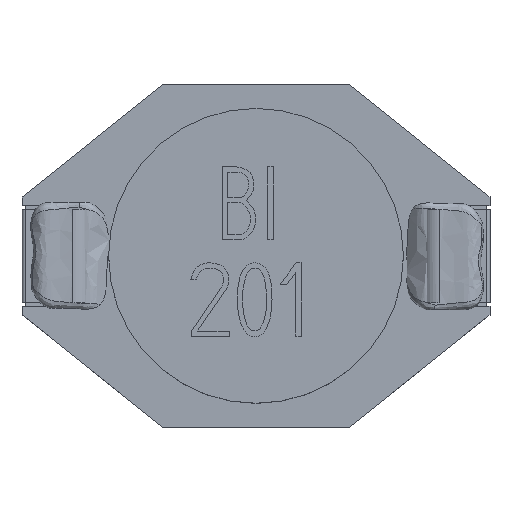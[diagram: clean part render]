
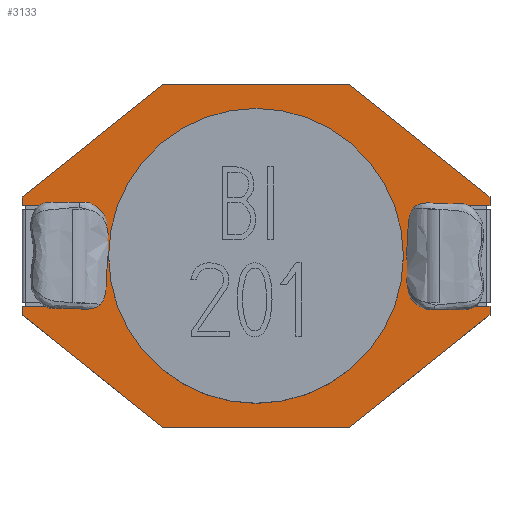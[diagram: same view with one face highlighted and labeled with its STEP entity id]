
A CAD part, top view. The second image highlights one B-rep face of the part: STEP entity #3133.
In plain terms, the highlighted planar face has unit normal (0, 0, 1).
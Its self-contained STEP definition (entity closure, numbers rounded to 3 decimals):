
#76=CIRCLE('',#3255,4.);
#193=LINE('',#5811,#405);
#197=LINE('',#5820,#409);
#201=LINE('',#5828,#413);
#203=LINE('',#5832,#415);
#207=LINE('',#5839,#419);
#209=LINE('',#5843,#421);
#210=LINE('',#5845,#422);
#211=LINE('',#5847,#423);
#213=LINE('',#5851,#425);
#217=LINE('',#5859,#429);
#219=LINE('',#5863,#431);
#222=LINE('',#5869,#434);
#226=LINE('',#5877,#438);
#228=LINE('',#5881,#440);
#245=LINE('',#5920,#457);
#246=LINE('',#5922,#458);
#247=LINE('',#5924,#459);
#248=LINE('',#5926,#460);
#249=LINE('',#5928,#461);
#250=LINE('',#5930,#462);
#405=VECTOR('',#3566,1000.);
#409=VECTOR('',#3572,1000.);
#413=VECTOR('',#3578,1000.);
#415=VECTOR('',#3582,1000.);
#419=VECTOR('',#3588,1000.);
#421=VECTOR('',#3592,1000.);
#422=VECTOR('',#3595,1000.);
#423=VECTOR('',#3598,1000.);
#425=VECTOR('',#3602,1000.);
#429=VECTOR('',#3608,1000.);
#431=VECTOR('',#3612,1000.);
#434=VECTOR('',#3617,1000.);
#438=VECTOR('',#3623,1000.);
#440=VECTOR('',#3627,1000.);
#457=VECTOR('',#3652,1000.);
#458=VECTOR('',#3655,1000.);
#459=VECTOR('',#3656,1000.);
#460=VECTOR('',#3657,1000.);
#461=VECTOR('',#3658,1000.);
#462=VECTOR('',#3659,1000.);
#950=ORIENTED_EDGE('',*,*,#1399,.F.);
#951=ORIENTED_EDGE('',*,*,#1395,.F.);
#952=ORIENTED_EDGE('',*,*,#1392,.F.);
#953=ORIENTED_EDGE('',*,*,#1390,.F.);
#954=ORIENTED_EDGE('',*,*,#1386,.T.);
#955=ORIENTED_EDGE('',*,*,#1384,.F.);
#956=ORIENTED_EDGE('',*,*,#1383,.F.);
#957=ORIENTED_EDGE('',*,*,#1382,.F.);
#958=ORIENTED_EDGE('',*,*,#1380,.T.);
#959=ORIENTED_EDGE('',*,*,#1376,.F.);
#960=ORIENTED_EDGE('',*,*,#1374,.F.);
#961=ORIENTED_EDGE('',*,*,#1370,.F.);
#962=ORIENTED_EDGE('',*,*,#1366,.F.);
#963=ORIENTED_EDGE('',*,*,#1419,.F.);
#964=ORIENTED_EDGE('',*,*,#1420,.T.);
#965=ORIENTED_EDGE('',*,*,#1421,.F.);
#966=ORIENTED_EDGE('',*,*,#1422,.F.);
#967=ORIENTED_EDGE('',*,*,#1423,.F.);
#968=ORIENTED_EDGE('',*,*,#1424,.T.);
#969=ORIENTED_EDGE('',*,*,#1401,.F.);
#970=ORIENTED_EDGE('',*,*,#1365,.T.);
#1365=EDGE_CURVE('',#1642,#1642,#76,.T.);
#1366=EDGE_CURVE('',#1643,#1644,#193,.T.);
#1370=EDGE_CURVE('',#1644,#1647,#197,.T.);
#1374=EDGE_CURVE('',#1647,#1650,#201,.T.);
#1376=EDGE_CURVE('',#1650,#1651,#203,.T.);
#1380=EDGE_CURVE('',#1653,#1651,#207,.T.);
#1382=EDGE_CURVE('',#1653,#1626,#209,.T.);
#1383=EDGE_CURVE('',#1626,#1629,#210,.T.);
#1384=EDGE_CURVE('',#1629,#1654,#211,.T.);
#1386=EDGE_CURVE('',#1655,#1654,#213,.T.);
#1390=EDGE_CURVE('',#1655,#1658,#217,.T.);
#1392=EDGE_CURVE('',#1658,#1659,#219,.T.);
#1395=EDGE_CURVE('',#1659,#1661,#222,.T.);
#1399=EDGE_CURVE('',#1661,#1664,#226,.T.);
#1401=EDGE_CURVE('',#1664,#1665,#228,.T.);
#1419=EDGE_CURVE('',#1678,#1643,#245,.T.);
#1420=EDGE_CURVE('',#1678,#1679,#246,.T.);
#1421=EDGE_CURVE('',#1680,#1679,#247,.T.);
#1422=EDGE_CURVE('',#1681,#1680,#248,.T.);
#1423=EDGE_CURVE('',#1682,#1681,#249,.T.);
#1424=EDGE_CURVE('',#1682,#1665,#250,.T.);
#1626=VERTEX_POINT('',#5753);
#1629=VERTEX_POINT('',#5766);
#1642=VERTEX_POINT('',#5809);
#1643=VERTEX_POINT('',#5812);
#1644=VERTEX_POINT('',#5813);
#1647=VERTEX_POINT('',#5821);
#1650=VERTEX_POINT('',#5829);
#1651=VERTEX_POINT('',#5833);
#1653=VERTEX_POINT('',#5840);
#1654=VERTEX_POINT('',#5848);
#1655=VERTEX_POINT('',#5852);
#1658=VERTEX_POINT('',#5860);
#1659=VERTEX_POINT('',#5864);
#1661=VERTEX_POINT('',#5870);
#1664=VERTEX_POINT('',#5878);
#1665=VERTEX_POINT('',#5882);
#1678=VERTEX_POINT('',#5919);
#1679=VERTEX_POINT('',#5923);
#1680=VERTEX_POINT('',#5925);
#1681=VERTEX_POINT('',#5927);
#1682=VERTEX_POINT('',#5929);
#1932=EDGE_LOOP('',(#950,#951,#952,#953,#954,#955,#956,#957,#958,#959,#960,
#961,#962,#963,#964,#965,#966,#967,#968,#969));
#1933=EDGE_LOOP('',(#970));
#2080=FACE_BOUND('',#1932,.T.);
#2081=FACE_BOUND('',#1933,.T.);
#2195=PLANE('',#3274);
#3133=ADVANCED_FACE('',(#2080,#2081),#2195,.F.);
#3255=AXIS2_PLACEMENT_3D('',#5808,#3562,#3563);
#3274=AXIS2_PLACEMENT_3D('',#5921,#3653,#3654);
#3562=DIRECTION('',(0.,0.,-1.));
#3563=DIRECTION('',(1.,0.,0.));
#3566=DIRECTION('',(-0.781,-0.625,0.));
#3572=DIRECTION('',(-1.,0.,0.));
#3578=DIRECTION('',(-0.781,0.625,0.));
#3582=DIRECTION('',(0.,1.,0.));
#3588=DIRECTION('',(-1.,0.,0.));
#3592=DIRECTION('',(0.,1.,0.));
#3595=DIRECTION('',(0.,1.,0.));
#3598=DIRECTION('',(0.,1.,0.));
#3602=DIRECTION('',(1.,0.,0.));
#3608=DIRECTION('',(0.,1.,0.));
#3612=DIRECTION('',(0.781,0.625,0.));
#3617=DIRECTION('',(1.,0.,0.));
#3623=DIRECTION('',(0.781,-0.625,0.));
#3627=DIRECTION('',(0.,-1.,0.));
#3652=DIRECTION('',(0.,-1.,0.));
#3653=DIRECTION('',(0.,0.,-1.));
#3654=DIRECTION('',(-1.,0.,0.));
#3655=DIRECTION('',(-1.,0.,0.));
#3656=DIRECTION('',(0.,-1.,0.));
#3657=DIRECTION('',(0.,-1.,0.));
#3658=DIRECTION('',(0.,-1.,0.));
#3659=DIRECTION('',(1.,0.,0.));
#5753=CARTESIAN_POINT('',(-4.475,-1.27,1.));
#5766=CARTESIAN_POINT('',(-4.475,1.284,1.));
#5808=CARTESIAN_POINT('',(0.,0.,1.));
#5809=CARTESIAN_POINT('',(4.,0.,1.));
#5811=CARTESIAN_POINT('',(6.475,-1.5,1.));
#5812=CARTESIAN_POINT('',(6.35,-1.6,1.));
#5813=CARTESIAN_POINT('',(2.538,-4.65,1.));
#5820=CARTESIAN_POINT('',(2.475,-4.65,1.));
#5821=CARTESIAN_POINT('',(-2.538,-4.65,1.));
#5828=CARTESIAN_POINT('',(-6.475,-1.5,1.));
#5829=CARTESIAN_POINT('',(-6.35,-1.6,1.));
#5832=CARTESIAN_POINT('',(-6.35,1.5,1.));
#5833=CARTESIAN_POINT('',(-6.35,-1.37,1.));
#5839=CARTESIAN_POINT('',(-3.935,-1.37,1.));
#5840=CARTESIAN_POINT('',(-4.475,-1.37,1.));
#5843=CARTESIAN_POINT('',(-4.475,0.,1.));
#5845=CARTESIAN_POINT('',(-4.475,1.27,1.));
#5847=CARTESIAN_POINT('',(-4.475,0.,1.));
#5848=CARTESIAN_POINT('',(-4.475,1.37,1.));
#5851=CARTESIAN_POINT('',(0.,1.37,1.));
#5852=CARTESIAN_POINT('',(-6.35,1.37,1.));
#5859=CARTESIAN_POINT('',(-6.35,1.5,1.));
#5860=CARTESIAN_POINT('',(-6.35,1.6,1.));
#5863=CARTESIAN_POINT('',(-6.475,1.5,1.));
#5864=CARTESIAN_POINT('',(-2.538,4.65,1.));
#5869=CARTESIAN_POINT('',(-2.475,4.65,1.));
#5870=CARTESIAN_POINT('',(2.538,4.65,1.));
#5877=CARTESIAN_POINT('',(6.475,1.5,1.));
#5878=CARTESIAN_POINT('',(6.35,1.6,1.));
#5881=CARTESIAN_POINT('',(6.35,-1.5,1.));
#5882=CARTESIAN_POINT('',(6.35,1.37,1.));
#5919=CARTESIAN_POINT('',(6.35,-1.37,1.));
#5920=CARTESIAN_POINT('',(6.35,-1.5,1.));
#5921=CARTESIAN_POINT('',(0.,0.,1.));
#5922=CARTESIAN_POINT('',(0.,-1.37,1.));
#5923=CARTESIAN_POINT('',(4.475,-1.37,1.));
#5924=CARTESIAN_POINT('',(4.475,0.,1.));
#5925=CARTESIAN_POINT('',(4.475,-1.27,1.));
#5926=CARTESIAN_POINT('',(4.475,1.27,1.));
#5927=CARTESIAN_POINT('',(4.475,1.27,1.));
#5928=CARTESIAN_POINT('',(4.475,0.,1.));
#5929=CARTESIAN_POINT('',(4.475,1.37,1.));
#5930=CARTESIAN_POINT('',(0.,1.37,1.));
